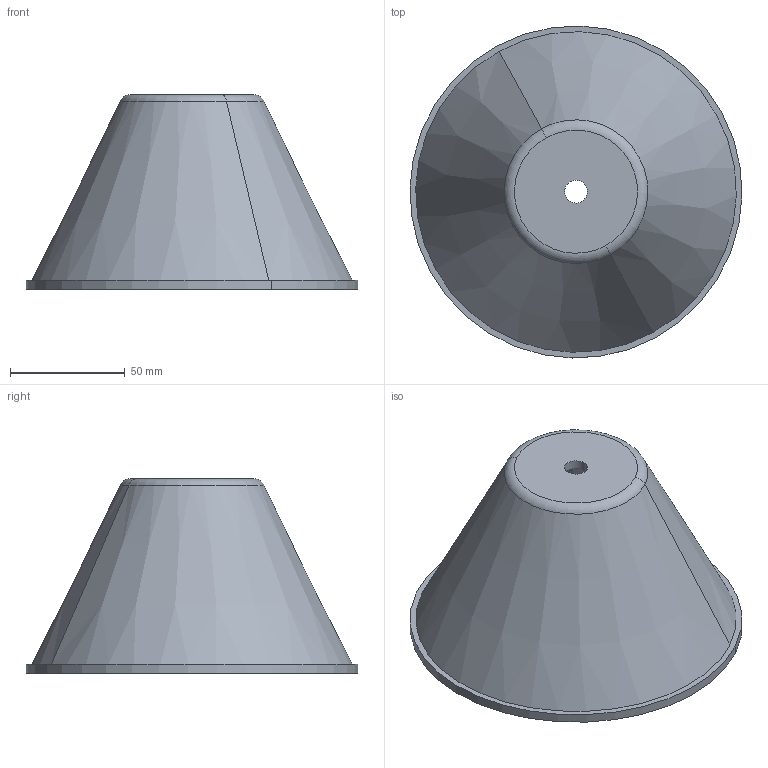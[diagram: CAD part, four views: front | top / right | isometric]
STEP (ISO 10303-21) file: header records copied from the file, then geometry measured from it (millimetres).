
FILE_DESCRIPTION(('CATIA V5 STEP Exchange'),'2;1');
FILE_NAME('RV.stp','2022-01-05T10:49:05+00:00',('none'),('none'),'CATIA Version 5 Release 21 GA (IN-10)','CATIA V5 STEP AP203','none');
FILE_SCHEMA(('CONFIG_CONTROL_DESIGN'));
Length unit declared in the file: millimetre
Products named in the file (1): rv
Bounding box: 144.96 x 144.96 x 85 mm (x, y, z)
Volume: 126699.3 mm3; surface area: 65140.9 mm2
Topology: 1 solids, 1 shells, 18 faces, 36 edges, 22 vertices
Faces by surface type: torus 6, cylinder 4, plane 4, cone 4
Entity records: 482 total; most frequent: CARTESIAN_POINT 74, ORIENTED_EDGE 72, DIRECTION 66, AXIS2_PLACEMENT_3D 44, EDGE_CURVE 36, CIRCLE 28, EDGE_LOOP 22, VERTEX_POINT 22
